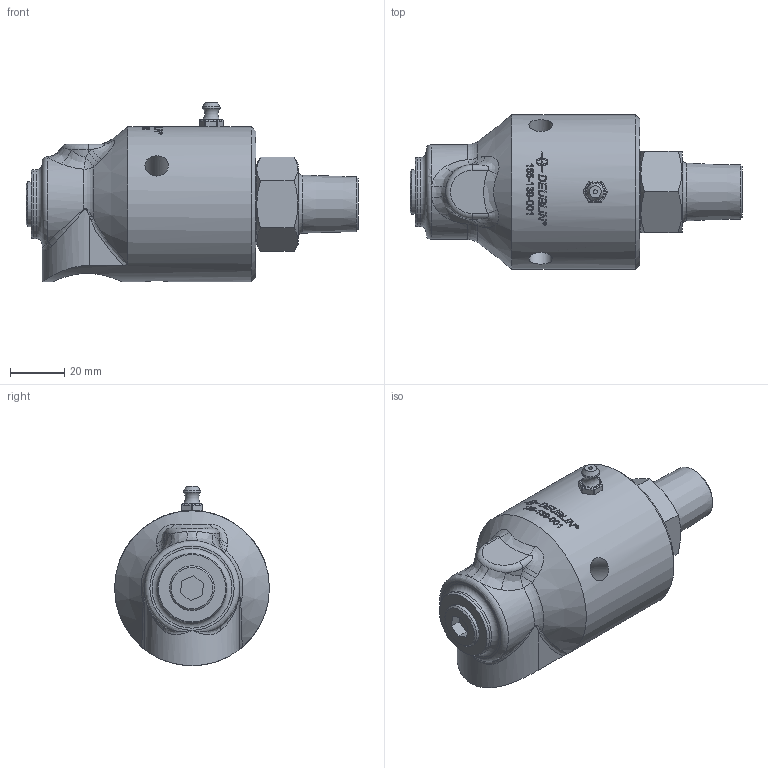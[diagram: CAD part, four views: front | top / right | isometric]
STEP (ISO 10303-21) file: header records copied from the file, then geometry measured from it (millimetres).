
FILE_DESCRIPTION((''),'2;1');
FILE_NAME('155-139-001-IC.stp','2014-11-18T10:10:05',('moorera'),(''),'Autodesk Inventor 2013','Autodesk Inventor 2013','');
FILE_SCHEMA(('AUTOMOTIVE_DESIGN { 1 2 10303 214 0 1 1 1 }'));
Length unit declared in the file: millimetre
Products named in the file (1): 155-139-001-IC
Bounding box: 122.2 x 57 x 65.97 mm (x, y, z)
Volume: 164812.5 mm3; surface area: 28733.6 mm2
Topology: 1 solids, 1 shells, 433 faces, 1116 edges, 718 vertices
Faces by surface type: bspline 203, plane 123, cylinder 76, cone 13, torus 10, sphere 8
Full cylindrical faces by diameter (mm): 1.5 x1, 5.359 x1, 8.6 x3, 12.7 x1, 13.889 x1, 16.5 x1, 17.475 x1, 25.4 x2, 27.9 x1, 47 x1, 57 x1
Entity records: 52523 total; most frequent: CARTESIAN_POINT 43445, ORIENTED_EDGE 2126, DIRECTION 1213, EDGE_CURVE 1063, VERTEX_POINT 702, EDGE_LOOP 511, B_SPLINE_CURVE_WITH_KNOTS 496, FACE_OUTER_BOUND 432
